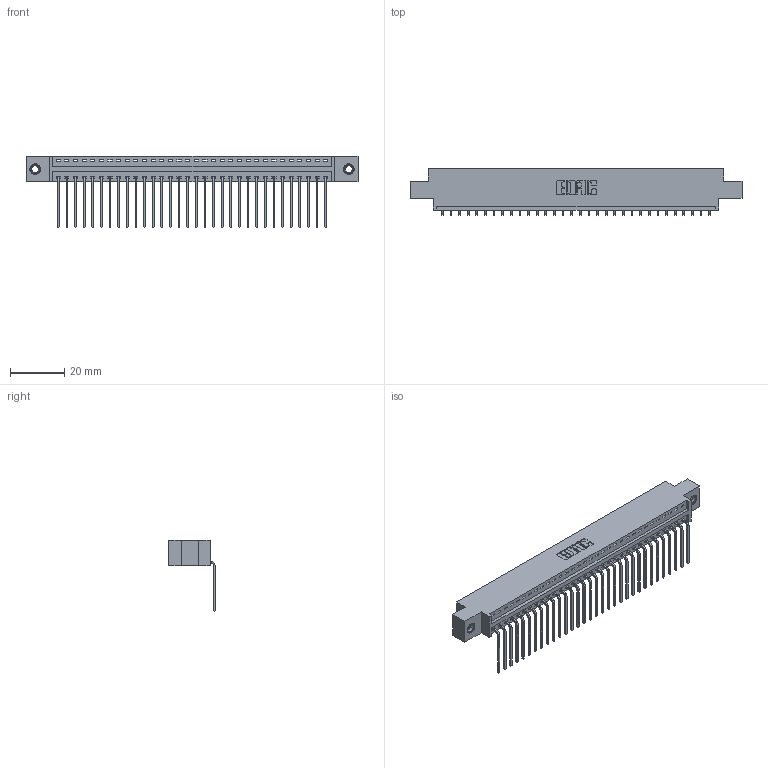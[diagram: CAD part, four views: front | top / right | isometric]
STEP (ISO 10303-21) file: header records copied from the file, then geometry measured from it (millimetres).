
FILE_DESCRIPTION (( 'STEP AP203' ), '1' );
FILE_NAME ('396-032-559-607.STEP', '2018-09-05T12:13:20', ( '' ), ( '' ), 'SwSTEP 2.0', 'SolidWorks 2016', '' );
FILE_SCHEMA (( 'CONFIG_CONTROL_DESIGN' ));
Length unit declared in the file: inch
Products named in the file (4): 346 Part_0.170 Offset - 0.156 Dia-TI; 345-292-001_558 559 Tail - 1; 345-250-001_345-250-005-103; 396-032-559-607
Assembly tree (35 placements, depth 2):
  396-032-559-607
    346 Part_0.170 Offset - 0.156 Dia-TI
    345-292-001_558 559 Tail - 1  x32
    345-250-001_345-250-005-103  x2
Bounding box: 122.17 x 17.08 x 26.16 mm (x, y, z)
Volume: 11564.3 mm3; surface area: 15177.1 mm2
Topology: 35 solids, 35 shells, 2106 faces, 6301 edges, 4150 vertices
Faces by surface type: plane 1456, cylinder 634, cone 12, torus 4
Entity records: 22608 total; most frequent: CARTESIAN_POINT 3863, ORIENTED_EDGE 3822, DIRECTION 3445, EDGE_CURVE 1911, VECTOR 1631, LINE 1631, VERTEX_POINT 1268, AXIS2_PLACEMENT_3D 907
